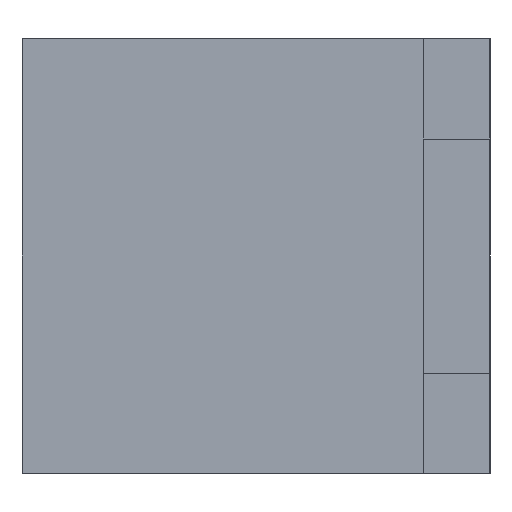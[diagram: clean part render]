
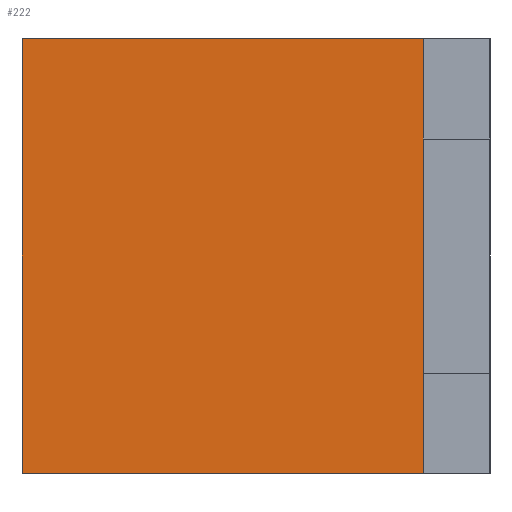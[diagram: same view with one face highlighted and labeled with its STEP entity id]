
A CAD part, left-side view. The second image highlights one B-rep face of the part: STEP entity #222.
In plain terms, the highlighted planar face has unit normal (-1, 0, 0).
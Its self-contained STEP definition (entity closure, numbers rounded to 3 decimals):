
#16=FACE_OUTER_BOUND('',#28,.T.);
#28=EDGE_LOOP('',(#153,#154,#155,#156));
#40=LINE('',#321,#70);
#43=LINE('',#328,#73);
#44=LINE('',#329,#74);
#45=LINE('',#330,#75);
#70=VECTOR('',#264,10.);
#73=VECTOR('',#269,10.);
#74=VECTOR('',#270,10.);
#75=VECTOR('',#271,10.);
#100=VERTEX_POINT('',#318);
#101=VERTEX_POINT('',#320);
#103=VERTEX_POINT('',#326);
#104=VERTEX_POINT('',#327);
#120=EDGE_CURVE('',#100,#101,#40,.T.);
#123=EDGE_CURVE('',#103,#104,#43,.T.);
#124=EDGE_CURVE('',#103,#101,#44,.T.);
#125=EDGE_CURVE('',#104,#100,#45,.T.);
#153=ORIENTED_EDGE('',*,*,#123,.F.);
#154=ORIENTED_EDGE('',*,*,#124,.T.);
#155=ORIENTED_EDGE('',*,*,#120,.F.);
#156=ORIENTED_EDGE('',*,*,#125,.F.);
#210=PLANE('',#248);
#222=ADVANCED_FACE('',(#16),#210,.T.);
#248=AXIS2_PLACEMENT_3D('',#325,#267,#268);
#264=DIRECTION('',(0.,0.,1.));
#267=DIRECTION('center_axis',(-1.,0.,0.));
#268=DIRECTION('ref_axis',(0.,0.,1.));
#269=DIRECTION('',(0.,0.,-1.));
#270=DIRECTION('',(0.,1.,0.));
#271=DIRECTION('',(0.,1.,0.));
#318=CARTESIAN_POINT('',(18.,12.,-13.));
#320=CARTESIAN_POINT('',(18.,12.,0.));
#321=CARTESIAN_POINT('',(18.,12.,0.));
#325=CARTESIAN_POINT('Origin',(18.,0.,-13.));
#326=CARTESIAN_POINT('',(18.,0.,0.));
#327=CARTESIAN_POINT('',(18.,0.,-13.));
#328=CARTESIAN_POINT('',(18.,0.,-9.767));
#329=CARTESIAN_POINT('',(18.,0.,0.));
#330=CARTESIAN_POINT('',(18.,0.,-13.));
